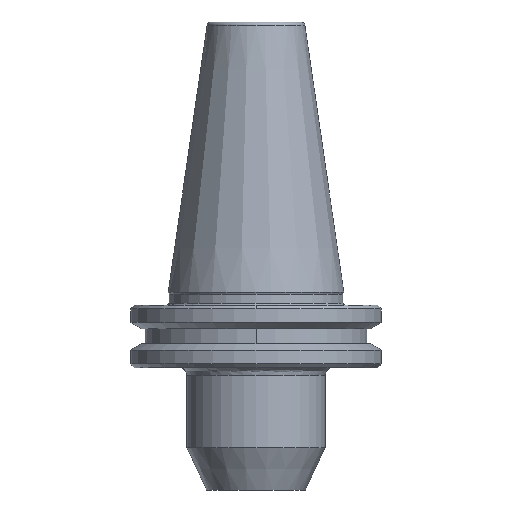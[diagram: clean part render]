
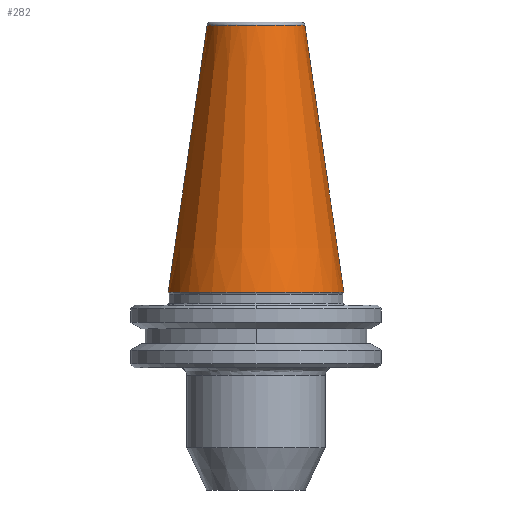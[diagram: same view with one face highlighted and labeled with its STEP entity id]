
A CAD part, front view. The second image highlights one B-rep face of the part: STEP entity #282.
In plain terms, the highlighted conical face has half-angle 8.297 degrees and reference radius 22.225 mm.
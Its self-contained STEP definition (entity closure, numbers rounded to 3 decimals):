
#69 = VECTOR ( 'NONE', #1049, 1000. ) ;
#177 = EDGE_CURVE ( 'NONE', #594, #1241, #293, .T. ) ;
#221 = EDGE_CURVE ( 'NONE', #345, #616, #640, .T. ) ;
#228 = CARTESIAN_POINT ( 'NONE',  ( -22.225, 0., 0. ) ) ;
#282 = ADVANCED_FACE ( 'NONE', ( #337 ), #556, .T. ) ;
#293 = CIRCLE ( 'NONE', #1329, 12.375 ) ;
#312 = DIRECTION ( 'NONE',  ( 0., 0., -1. ) ) ;
#335 = LINE ( 'NONE', #1052, #69 ) ;
#337 = FACE_OUTER_BOUND ( 'NONE', #539, .T. ) ;
#345 = VERTEX_POINT ( 'NONE', #228 ) ;
#359 = CARTESIAN_POINT ( 'NONE',  ( 22.225, 0., 0. ) ) ;
#473 = DIRECTION ( 'NONE',  ( -1., 0., 0. ) ) ;
#531 = CARTESIAN_POINT ( 'NONE',  ( 12.375, 0., 67.544 ) ) ;
#539 = EDGE_LOOP ( 'NONE', ( #817, #1089, #796, #564 ) ) ;
#556 = CONICAL_SURFACE ( 'NONE', #680, 22.225, 0.145 ) ;
#564 = ORIENTED_EDGE ( 'NONE', *, *, #221, .T. ) ;
#570 = DIRECTION ( 'NONE',  ( -1., 0., 0. ) ) ;
#586 = VECTOR ( 'NONE', #1077, 1000. ) ;
#594 = VERTEX_POINT ( 'NONE', #531 ) ;
#616 = VERTEX_POINT ( 'NONE', #359 ) ;
#617 = CARTESIAN_POINT ( 'NONE',  ( 0., 0., 0. ) ) ;
#640 = CIRCLE ( 'NONE', #1307, 22.225 ) ;
#680 = AXIS2_PLACEMENT_3D ( 'NONE', #617, #312, #761 ) ;
#761 = DIRECTION ( 'NONE',  ( -1., 0., 0. ) ) ;
#792 = CARTESIAN_POINT ( 'NONE',  ( 0., 0., 0. ) ) ;
#796 = ORIENTED_EDGE ( 'NONE', *, *, #961, .T. ) ;
#817 = ORIENTED_EDGE ( 'NONE', *, *, #866, .F. ) ;
#866 = EDGE_CURVE ( 'NONE', #594, #616, #1324, .T. ) ;
#952 = CARTESIAN_POINT ( 'NONE',  ( -12.375, 0., 67.544 ) ) ;
#961 = EDGE_CURVE ( 'NONE', #1241, #345, #335, .T. ) ;
#1049 = DIRECTION ( 'NONE',  ( -0.144, 0., -0.99 ) ) ;
#1052 = CARTESIAN_POINT ( 'NONE',  ( -22.225, 0., 0. ) ) ;
#1077 = DIRECTION ( 'NONE',  ( 0.144, 0., -0.99 ) ) ;
#1086 = CARTESIAN_POINT ( 'NONE',  ( 22.225, 0., 0. ) ) ;
#1089 = ORIENTED_EDGE ( 'NONE', *, *, #177, .T. ) ;
#1143 = DIRECTION ( 'NONE',  ( 0., 0., 1. ) ) ;
#1241 = VERTEX_POINT ( 'NONE', #952 ) ;
#1266 = DIRECTION ( 'NONE',  ( 0., 0., -1. ) ) ;
#1281 = CARTESIAN_POINT ( 'NONE',  ( 0., 0., 67.544 ) ) ;
#1307 = AXIS2_PLACEMENT_3D ( 'NONE', #792, #1143, #570 ) ;
#1324 = LINE ( 'NONE', #1086, #586 ) ;
#1329 = AXIS2_PLACEMENT_3D ( 'NONE', #1281, #1266, #473 ) ;
